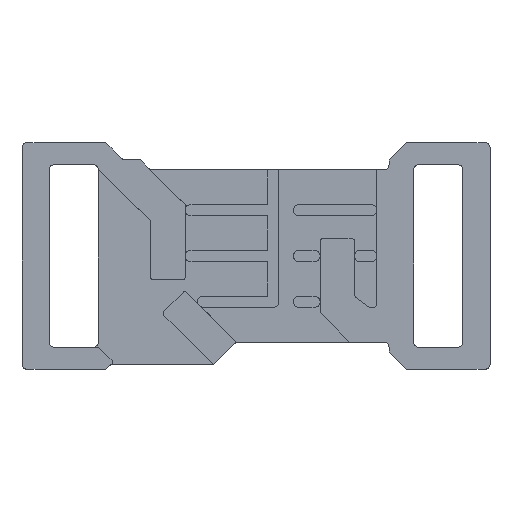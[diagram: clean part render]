
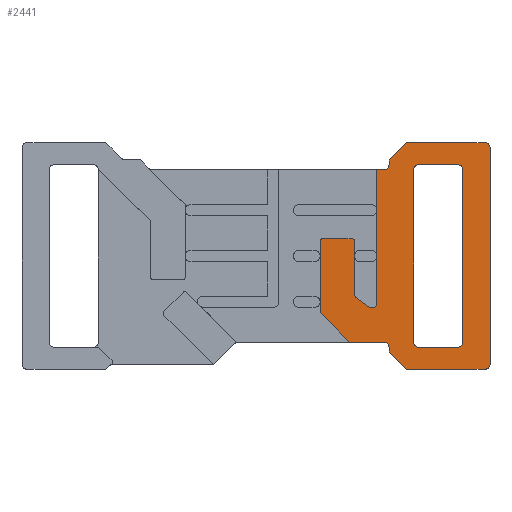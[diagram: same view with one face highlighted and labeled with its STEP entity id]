
A CAD part, top view. The second image highlights one B-rep face of the part: STEP entity #2441.
In plain terms, the highlighted planar face has unit normal (0, 0, 1).
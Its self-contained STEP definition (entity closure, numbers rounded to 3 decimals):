
#15=FACE_BOUND('',#228,.T.);
#19=PLANE('',#2586);
#98=FACE_OUTER_BOUND('',#227,.T.);
#227=EDGE_LOOP('',(#1646,#1647,#1648,#1649,#1650,#1651,#1652,#1653,#1654,
#1655,#1656,#1657,#1658,#1659,#1660,#1661,#1662,#1663,#1664,#1665,#1666,
#1667,#1668));
#228=EDGE_LOOP('',(#1669,#1670,#1671,#1672,#1673,#1674,#1675,#1676));
#359=LINE('',#3566,#633);
#366=LINE('',#3580,#640);
#367=LINE('',#3584,#641);
#368=LINE('',#3586,#642);
#369=LINE('',#3588,#643);
#370=LINE('',#3592,#644);
#371=LINE('',#3594,#645);
#372=LINE('',#3596,#646);
#373=LINE('',#3600,#647);
#374=LINE('',#3604,#648);
#375=LINE('',#3606,#649);
#376=LINE('',#3608,#650);
#377=LINE('',#3612,#651);
#378=LINE('',#3614,#652);
#379=LINE('',#3618,#653);
#380=LINE('',#3622,#654);
#381=LINE('',#3626,#655);
#382=LINE('',#3630,#656);
#383=LINE('',#3634,#657);
#633=VECTOR('',#2826,10.);
#640=VECTOR('',#2835,10.);
#641=VECTOR('',#2838,10.);
#642=VECTOR('',#2839,10.);
#643=VECTOR('',#2840,10.);
#644=VECTOR('',#2843,10.);
#645=VECTOR('',#2844,10.);
#646=VECTOR('',#2845,10.);
#647=VECTOR('',#2848,10.);
#648=VECTOR('',#2851,10.);
#649=VECTOR('',#2852,10.);
#650=VECTOR('',#2853,10.);
#651=VECTOR('',#2856,10.);
#652=VECTOR('',#2857,10.);
#653=VECTOR('',#2860,10.);
#654=VECTOR('',#2863,10.);
#655=VECTOR('',#2866,10.);
#656=VECTOR('',#2869,10.);
#657=VECTOR('',#2872,10.);
#905=CIRCLE('',#2583,0.5);
#907=CIRCLE('',#2587,0.5);
#908=CIRCLE('',#2588,1.);
#909=CIRCLE('',#2589,1.);
#910=CIRCLE('',#2590,1.);
#911=CIRCLE('',#2591,1.);
#912=CIRCLE('',#2592,1.);
#913=CIRCLE('',#2593,1.);
#914=CIRCLE('',#2594,1.);
#915=CIRCLE('',#2595,1.);
#916=CIRCLE('',#2596,1.);
#917=CIRCLE('',#2597,1.);
#1008=VERTEX_POINT('',#3556);
#1009=VERTEX_POINT('',#3557);
#1012=VERTEX_POINT('',#3565);
#1018=VERTEX_POINT('',#3579);
#1019=VERTEX_POINT('',#3581);
#1020=VERTEX_POINT('',#3583);
#1021=VERTEX_POINT('',#3585);
#1022=VERTEX_POINT('',#3587);
#1023=VERTEX_POINT('',#3589);
#1024=VERTEX_POINT('',#3591);
#1025=VERTEX_POINT('',#3593);
#1026=VERTEX_POINT('',#3595);
#1027=VERTEX_POINT('',#3597);
#1028=VERTEX_POINT('',#3599);
#1029=VERTEX_POINT('',#3601);
#1030=VERTEX_POINT('',#3603);
#1031=VERTEX_POINT('',#3605);
#1032=VERTEX_POINT('',#3607);
#1033=VERTEX_POINT('',#3609);
#1034=VERTEX_POINT('',#3611);
#1035=VERTEX_POINT('',#3613);
#1036=VERTEX_POINT('',#3615);
#1037=VERTEX_POINT('',#3617);
#1038=VERTEX_POINT('',#3620);
#1039=VERTEX_POINT('',#3621);
#1040=VERTEX_POINT('',#3623);
#1041=VERTEX_POINT('',#3625);
#1042=VERTEX_POINT('',#3627);
#1043=VERTEX_POINT('',#3629);
#1044=VERTEX_POINT('',#3631);
#1045=VERTEX_POINT('',#3633);
#1257=EDGE_CURVE('',#1008,#1009,#905,.T.);
#1261=EDGE_CURVE('',#1012,#1009,#359,.T.);
#1268=EDGE_CURVE('',#1008,#1018,#366,.T.);
#1269=EDGE_CURVE('',#1019,#1018,#907,.T.);
#1270=EDGE_CURVE('',#1019,#1020,#367,.T.);
#1271=EDGE_CURVE('',#1020,#1021,#368,.T.);
#1272=EDGE_CURVE('',#1021,#1022,#369,.T.);
#1273=EDGE_CURVE('',#1023,#1022,#908,.T.);
#1274=EDGE_CURVE('',#1023,#1024,#370,.T.);
#1275=EDGE_CURVE('',#1024,#1025,#371,.T.);
#1276=EDGE_CURVE('',#1025,#1026,#372,.T.);
#1277=EDGE_CURVE('',#1027,#1026,#909,.T.);
#1278=EDGE_CURVE('',#1027,#1028,#373,.T.);
#1279=EDGE_CURVE('',#1029,#1028,#910,.T.);
#1280=EDGE_CURVE('',#1029,#1030,#374,.T.);
#1281=EDGE_CURVE('',#1030,#1031,#375,.T.);
#1282=EDGE_CURVE('',#1031,#1032,#376,.T.);
#1283=EDGE_CURVE('',#1033,#1032,#911,.T.);
#1284=EDGE_CURVE('',#1033,#1034,#377,.T.);
#1285=EDGE_CURVE('',#1034,#1035,#378,.T.);
#1286=EDGE_CURVE('',#1036,#1035,#912,.T.);
#1287=EDGE_CURVE('',#1036,#1037,#379,.T.);
#1288=EDGE_CURVE('',#1012,#1037,#913,.T.);
#1289=EDGE_CURVE('',#1038,#1039,#380,.T.);
#1290=EDGE_CURVE('',#1040,#1039,#914,.T.);
#1291=EDGE_CURVE('',#1040,#1041,#381,.T.);
#1292=EDGE_CURVE('',#1042,#1041,#915,.T.);
#1293=EDGE_CURVE('',#1042,#1043,#382,.T.);
#1294=EDGE_CURVE('',#1044,#1043,#916,.T.);
#1295=EDGE_CURVE('',#1044,#1045,#383,.T.);
#1296=EDGE_CURVE('',#1038,#1045,#917,.T.);
#1646=ORIENTED_EDGE('',*,*,#1257,.F.);
#1647=ORIENTED_EDGE('',*,*,#1268,.T.);
#1648=ORIENTED_EDGE('',*,*,#1269,.F.);
#1649=ORIENTED_EDGE('',*,*,#1270,.T.);
#1650=ORIENTED_EDGE('',*,*,#1271,.T.);
#1651=ORIENTED_EDGE('',*,*,#1272,.T.);
#1652=ORIENTED_EDGE('',*,*,#1273,.F.);
#1653=ORIENTED_EDGE('',*,*,#1274,.T.);
#1654=ORIENTED_EDGE('',*,*,#1275,.T.);
#1655=ORIENTED_EDGE('',*,*,#1276,.T.);
#1656=ORIENTED_EDGE('',*,*,#1277,.F.);
#1657=ORIENTED_EDGE('',*,*,#1278,.T.);
#1658=ORIENTED_EDGE('',*,*,#1279,.F.);
#1659=ORIENTED_EDGE('',*,*,#1280,.T.);
#1660=ORIENTED_EDGE('',*,*,#1281,.T.);
#1661=ORIENTED_EDGE('',*,*,#1282,.T.);
#1662=ORIENTED_EDGE('',*,*,#1283,.F.);
#1663=ORIENTED_EDGE('',*,*,#1284,.T.);
#1664=ORIENTED_EDGE('',*,*,#1285,.T.);
#1665=ORIENTED_EDGE('',*,*,#1286,.F.);
#1666=ORIENTED_EDGE('',*,*,#1287,.T.);
#1667=ORIENTED_EDGE('',*,*,#1288,.F.);
#1668=ORIENTED_EDGE('',*,*,#1261,.T.);
#1669=ORIENTED_EDGE('',*,*,#1289,.T.);
#1670=ORIENTED_EDGE('',*,*,#1290,.F.);
#1671=ORIENTED_EDGE('',*,*,#1291,.T.);
#1672=ORIENTED_EDGE('',*,*,#1292,.F.);
#1673=ORIENTED_EDGE('',*,*,#1293,.T.);
#1674=ORIENTED_EDGE('',*,*,#1294,.F.);
#1675=ORIENTED_EDGE('',*,*,#1295,.T.);
#1676=ORIENTED_EDGE('',*,*,#1296,.F.);
#2441=ADVANCED_FACE('',(#98,#15),#19,.T.);
#2583=AXIS2_PLACEMENT_3D('',#3558,#2818,#2819);
#2586=AXIS2_PLACEMENT_3D('',#3578,#2833,#2834);
#2587=AXIS2_PLACEMENT_3D('',#3582,#2836,#2837);
#2588=AXIS2_PLACEMENT_3D('',#3590,#2841,#2842);
#2589=AXIS2_PLACEMENT_3D('',#3598,#2846,#2847);
#2590=AXIS2_PLACEMENT_3D('',#3602,#2849,#2850);
#2591=AXIS2_PLACEMENT_3D('',#3610,#2854,#2855);
#2592=AXIS2_PLACEMENT_3D('',#3616,#2858,#2859);
#2593=AXIS2_PLACEMENT_3D('',#3619,#2861,#2862);
#2594=AXIS2_PLACEMENT_3D('',#3624,#2864,#2865);
#2595=AXIS2_PLACEMENT_3D('',#3628,#2867,#2868);
#2596=AXIS2_PLACEMENT_3D('',#3632,#2870,#2871);
#2597=AXIS2_PLACEMENT_3D('',#3635,#2873,#2874);
#2818=DIRECTION('center_axis',(0.,0.,-1.));
#2819=DIRECTION('ref_axis',(0.707,0.707,0.));
#2826=DIRECTION('',(0.,1.,0.));
#2833=DIRECTION('center_axis',(0.,0.,1.));
#2834=DIRECTION('ref_axis',(-1.,0.,0.));
#2835=DIRECTION('',(-1.,0.,0.));
#2836=DIRECTION('center_axis',(0.,0.,-1.));
#2837=DIRECTION('ref_axis',(-0.707,0.707,0.));
#2838=DIRECTION('',(0.,-1.,0.));
#2839=DIRECTION('',(0.707,-0.707,0.));
#2840=DIRECTION('',(1.,0.,0.));
#2841=DIRECTION('center_axis',(0.,0.,1.));
#2842=DIRECTION('ref_axis',(0.707,0.707,0.));
#2843=DIRECTION('',(0.,-1.,0.));
#2844=DIRECTION('',(0.707,-0.707,0.));
#2845=DIRECTION('',(1.,0.,0.));
#2846=DIRECTION('center_axis',(0.,0.,-1.));
#2847=DIRECTION('ref_axis',(0.707,-0.707,0.));
#2848=DIRECTION('',(0.,1.,0.));
#2849=DIRECTION('center_axis',(0.,0.,-1.));
#2850=DIRECTION('ref_axis',(0.707,0.707,0.));
#2851=DIRECTION('',(-1.,0.,0.));
#2852=DIRECTION('',(-0.707,-0.707,0.));
#2853=DIRECTION('',(0.,-1.,0.));
#2854=DIRECTION('center_axis',(0.,0.,1.));
#2855=DIRECTION('ref_axis',(0.707,-0.707,0.));
#2856=DIRECTION('',(-1.,0.,0.));
#2857=DIRECTION('',(0.,-1.,0.));
#2858=DIRECTION('center_axis',(0.,0.,1.));
#2859=DIRECTION('ref_axis',(0.452,-0.892,0.));
#2860=DIRECTION('',(-0.806,0.591,0.));
#2861=DIRECTION('center_axis',(0.,0.,1.));
#2862=DIRECTION('ref_axis',(-0.892,-0.452,0.));
#2863=DIRECTION('',(1.,0.,0.));
#2864=DIRECTION('center_axis',(0.,0.,1.));
#2865=DIRECTION('ref_axis',(0.707,0.707,0.));
#2866=DIRECTION('',(0.,-1.,0.));
#2867=DIRECTION('center_axis',(0.,0.,1.));
#2868=DIRECTION('ref_axis',(0.707,-0.707,0.));
#2869=DIRECTION('',(-1.,0.,0.));
#2870=DIRECTION('center_axis',(0.,0.,1.));
#2871=DIRECTION('ref_axis',(-0.707,-0.707,0.));
#2872=DIRECTION('',(0.,1.,0.));
#2873=DIRECTION('center_axis',(0.,0.,1.));
#2874=DIRECTION('ref_axis',(-0.707,0.707,0.));
#3556=CARTESIAN_POINT('',(31.5,-42.5,4.));
#3557=CARTESIAN_POINT('',(32.,-43.,4.));
#3558=CARTESIAN_POINT('Origin',(31.5,-43.,4.));
#3565=CARTESIAN_POINT('',(32.,-53.693,4.));
#3566=CARTESIAN_POINT('',(32.,-42.5,4.));
#3578=CARTESIAN_POINT('Origin',(42.25,-46.,4.));
#3579=CARTESIAN_POINT('',(25.5,-42.5,4.));
#3580=CARTESIAN_POINT('',(25.,-42.5,4.));
#3581=CARTESIAN_POINT('',(25.,-43.,4.));
#3582=CARTESIAN_POINT('Origin',(25.5,-43.,4.));
#3583=CARTESIAN_POINT('',(25.,-57.5,4.));
#3584=CARTESIAN_POINT('',(25.,-57.5,4.));
#3585=CARTESIAN_POINT('',(31.,-63.5,4.));
#3586=CARTESIAN_POINT('',(31.,-63.5,4.));
#3587=CARTESIAN_POINT('',(38.,-63.5,4.));
#3588=CARTESIAN_POINT('',(39.,-63.5,4.));
#3589=CARTESIAN_POINT('',(39.,-64.5,4.));
#3590=CARTESIAN_POINT('Origin',(38.,-64.5,4.));
#3591=CARTESIAN_POINT('',(39.,-65.5,4.));
#3592=CARTESIAN_POINT('',(39.,-65.5,4.));
#3593=CARTESIAN_POINT('',(42.5,-69.,4.));
#3594=CARTESIAN_POINT('',(42.5,-69.,4.));
#3595=CARTESIAN_POINT('',(58.5,-69.,4.));
#3596=CARTESIAN_POINT('',(59.5,-69.,4.));
#3597=CARTESIAN_POINT('',(59.5,-68.,4.));
#3598=CARTESIAN_POINT('Origin',(58.5,-68.,4.));
#3599=CARTESIAN_POINT('',(59.5,-24.,4.));
#3600=CARTESIAN_POINT('',(59.5,-23.,4.));
#3601=CARTESIAN_POINT('',(58.5,-23.,4.));
#3602=CARTESIAN_POINT('Origin',(58.5,-24.,4.));
#3603=CARTESIAN_POINT('',(42.5,-23.,4.));
#3604=CARTESIAN_POINT('',(-35.5,-23.,4.));
#3605=CARTESIAN_POINT('',(39.,-26.5,4.));
#3606=CARTESIAN_POINT('',(42.5,-23.,4.));
#3607=CARTESIAN_POINT('',(39.,-27.5,4.));
#3608=CARTESIAN_POINT('',(39.,-26.5,4.));
#3609=CARTESIAN_POINT('',(38.,-28.5,4.));
#3610=CARTESIAN_POINT('Origin',(38.,-27.5,4.));
#3611=CARTESIAN_POINT('',(36.5,-28.5,4.));
#3612=CARTESIAN_POINT('',(39.,-28.5,4.));
#3613=CARTESIAN_POINT('',(36.5,-55.527,4.));
#3614=CARTESIAN_POINT('',(36.5,-28.5,4.));
#3615=CARTESIAN_POINT('',(34.909,-56.333,4.));
#3616=CARTESIAN_POINT('Origin',(35.5,-55.527,4.));
#3617=CARTESIAN_POINT('',(32.409,-54.5,4.));
#3618=CARTESIAN_POINT('',(32.,-54.2,4.));
#3619=CARTESIAN_POINT('Origin',(33.,-53.693,4.));
#3620=CARTESIAN_POINT('',(45.,-27.5,4.));
#3621=CARTESIAN_POINT('',(53.,-27.5,4.));
#3622=CARTESIAN_POINT('',(44.,-27.5,4.));
#3623=CARTESIAN_POINT('',(54.,-28.5,4.));
#3624=CARTESIAN_POINT('Origin',(53.,-28.5,4.));
#3625=CARTESIAN_POINT('',(54.,-63.5,4.));
#3626=CARTESIAN_POINT('',(54.,-27.5,4.));
#3627=CARTESIAN_POINT('',(53.,-64.5,4.));
#3628=CARTESIAN_POINT('Origin',(53.,-63.5,4.));
#3629=CARTESIAN_POINT('',(45.,-64.5,4.));
#3630=CARTESIAN_POINT('',(54.,-64.5,4.));
#3631=CARTESIAN_POINT('',(44.,-63.5,4.));
#3632=CARTESIAN_POINT('Origin',(45.,-63.5,4.));
#3633=CARTESIAN_POINT('',(44.,-28.5,4.));
#3634=CARTESIAN_POINT('',(44.,-64.5,4.));
#3635=CARTESIAN_POINT('Origin',(45.,-28.5,4.));
